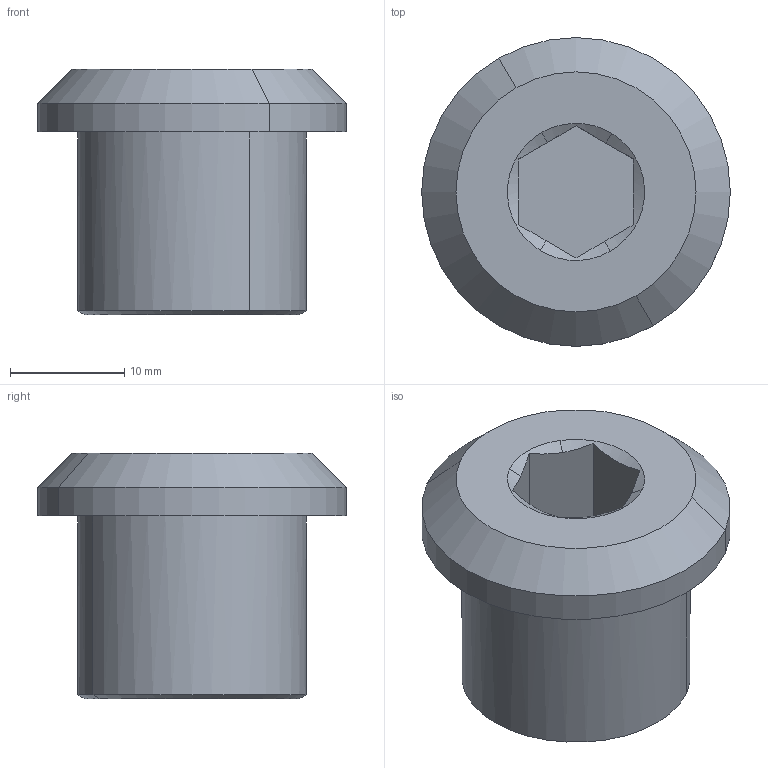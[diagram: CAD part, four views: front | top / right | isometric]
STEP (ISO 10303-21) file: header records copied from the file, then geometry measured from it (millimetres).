
FILE_DESCRIPTION(('CATIA V5R24 STEP','CAx-IF Rec.Pracs.--- Model Styling and Organization---1.2---2011-12-15'),'2;1');
FILE_NAME ('D1452281_0_1477750000_1477750000.stp','2018-01-18T14:14:54+00:00',('none'),('Weidmueller'),'CATIA Version 5-6 Release 2014 SP4 HF52','CATIA V5 STEP AP214','none');
FILE_SCHEMA(('AUTOMOTIVE_DESIGN { 1 0 10303 214 1 1 1 1 }'));
Length unit declared in the file: millimetre
Products named in the file (1): 1477750000_KSPMH_M20_BSC
Bounding box: 27 x 27 x 21.5 mm (x, y, z)
Volume: 6562.2 mm3; surface area: 2961.4 mm2
Topology: 1 solids, 1 shells, 24 faces, 58 edges, 38 vertices
Faces by surface type: plane 10, cone 8, cylinder 4, bspline 2
Entity records: 832 total; most frequent: CARTESIAN_POINT 276, ORIENTED_EDGE 116, DIRECTION 79, EDGE_CURVE 58, VERTEX_POINT 38, AXIS2_PLACEMENT_3D 34, EDGE_LOOP 26, VECTOR 24
